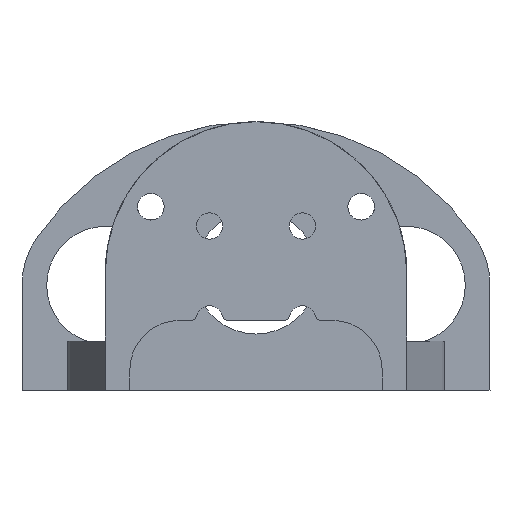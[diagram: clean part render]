
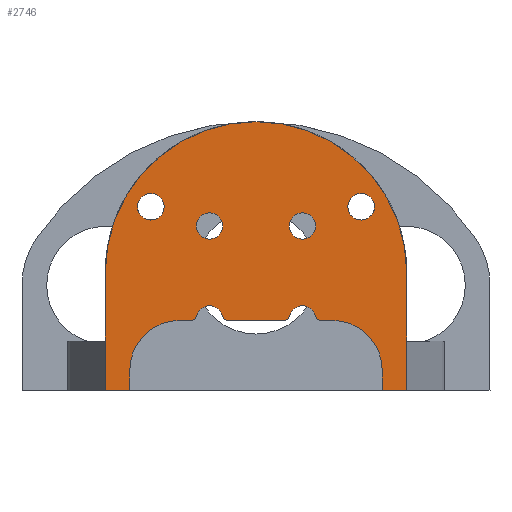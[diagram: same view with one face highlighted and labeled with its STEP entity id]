
A CAD part, left-side view. The second image highlights one B-rep face of the part: STEP entity #2746.
In plain terms, the highlighted planar face has unit normal (-1, 0, 0).
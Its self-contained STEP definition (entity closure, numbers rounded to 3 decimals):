
#41=FACE_BOUND('',#510,.T.);
#42=FACE_BOUND('',#511,.T.);
#43=FACE_BOUND('',#512,.T.);
#44=FACE_BOUND('',#513,.T.);
#69=CIRCLE('',#2816,18.35);
#110=CIRCLE('',#2894,1.625);
#112=CIRCLE('',#2897,1.625);
#147=CIRCLE('',#2968,0.75);
#148=CIRCLE('',#2971,0.75);
#149=CIRCLE('',#2974,0.75);
#150=CIRCLE('',#2976,0.75);
#151=CIRCLE('',#2979,6.);
#152=CIRCLE('',#2982,6.);
#153=CIRCLE('',#2984,1.6);
#158=CIRCLE('',#3007,1.6);
#159=CIRCLE('',#3009,1.6);
#160=CIRCLE('',#3011,1.6);
#358=FACE_OUTER_BOUND('',#509,.T.);
#509=EDGE_LOOP('',(#2442,#2443,#2444,#2445,#2446,#2447,#2448,#2449,#2450,
#2451,#2452,#2453,#2454,#2455,#2456,#2457,#2458,#2459,#2460,#2461));
#510=EDGE_LOOP('',(#2462));
#511=EDGE_LOOP('',(#2463));
#512=EDGE_LOOP('',(#2464));
#513=EDGE_LOOP('',(#2465));
#610=LINE('',#4343,#881);
#693=LINE('',#4603,#964);
#756=LINE('',#4764,#1027);
#759=LINE('',#4773,#1030);
#764=LINE('',#4787,#1035);
#768=LINE('',#4796,#1039);
#772=LINE('',#4808,#1043);
#778=LINE('',#4825,#1049);
#786=LINE('',#4843,#1057);
#787=LINE('',#4846,#1058);
#788=LINE('',#4848,#1059);
#881=VECTOR('',#3202,10.);
#964=VECTOR('',#3463,10.);
#1027=VECTOR('',#3628,10.);
#1030=VECTOR('',#3637,10.);
#1035=VECTOR('',#3652,10.);
#1039=VECTOR('',#3662,10.);
#1043=VECTOR('',#3676,10.);
#1049=VECTOR('',#3698,10.);
#1057=VECTOR('',#3716,10.);
#1058=VECTOR('',#3721,10.);
#1059=VECTOR('',#3724,10.);
#1123=VERTEX_POINT('',#4255);
#1124=VERTEX_POINT('',#4257);
#1160=VERTEX_POINT('',#4340);
#1161=VERTEX_POINT('',#4342);
#1226=VERTEX_POINT('',#4541);
#1229=VERTEX_POINT('',#4549);
#1249=VERTEX_POINT('',#4601);
#1294=VERTEX_POINT('',#4756);
#1295=VERTEX_POINT('',#4757);
#1296=VERTEX_POINT('',#4762);
#1297=VERTEX_POINT('',#4766);
#1298=VERTEX_POINT('',#4768);
#1299=VERTEX_POINT('',#4772);
#1300=VERTEX_POINT('',#4776);
#1301=VERTEX_POINT('',#4780);
#1302=VERTEX_POINT('',#4782);
#1303=VERTEX_POINT('',#4786);
#1304=VERTEX_POINT('',#4790);
#1305=VERTEX_POINT('',#4794);
#1308=VERTEX_POINT('',#4807);
#1311=VERTEX_POINT('',#4824);
#1316=VERTEX_POINT('',#4840);
#1319=VERTEX_POINT('',#4860);
#1320=VERTEX_POINT('',#4866);
#1396=EDGE_CURVE('',#1123,#1124,#69,.T.);
#1438=EDGE_CURVE('',#1161,#1160,#610,.T.);
#1542=EDGE_CURVE('',#1226,#1226,#110,.T.);
#1546=EDGE_CURVE('',#1229,#1229,#112,.T.);
#1573=EDGE_CURVE('',#1249,#1123,#693,.T.);
#1651=EDGE_CURVE('',#1294,#1295,#147,.T.);
#1655=EDGE_CURVE('',#1294,#1296,#756,.T.);
#1657=EDGE_CURVE('',#1297,#1298,#148,.T.);
#1659=EDGE_CURVE('',#1299,#1298,#759,.T.);
#1661=EDGE_CURVE('',#1299,#1300,#149,.T.);
#1664=EDGE_CURVE('',#1301,#1302,#150,.T.);
#1666=EDGE_CURVE('',#1303,#1302,#764,.T.);
#1669=EDGE_CURVE('',#1304,#1296,#151,.T.);
#1671=EDGE_CURVE('',#1304,#1305,#768,.T.);
#1675=EDGE_CURVE('',#1303,#1160,#152,.T.);
#1676=EDGE_CURVE('',#1295,#1297,#153,.T.);
#1677=EDGE_CURVE('',#1161,#1308,#772,.T.);
#1684=EDGE_CURVE('',#1124,#1311,#778,.T.);
#1694=EDGE_CURVE('',#1311,#1316,#786,.T.);
#1695=EDGE_CURVE('',#1316,#1305,#787,.T.);
#1696=EDGE_CURVE('',#1308,#1249,#788,.T.);
#1703=EDGE_CURVE('',#1319,#1319,#158,.T.);
#1704=EDGE_CURVE('',#1300,#1301,#159,.T.);
#1706=EDGE_CURVE('',#1320,#1320,#160,.T.);
#2442=ORIENTED_EDGE('',*,*,#1651,.F.);
#2443=ORIENTED_EDGE('',*,*,#1655,.T.);
#2444=ORIENTED_EDGE('',*,*,#1669,.F.);
#2445=ORIENTED_EDGE('',*,*,#1671,.T.);
#2446=ORIENTED_EDGE('',*,*,#1695,.F.);
#2447=ORIENTED_EDGE('',*,*,#1694,.F.);
#2448=ORIENTED_EDGE('',*,*,#1684,.F.);
#2449=ORIENTED_EDGE('',*,*,#1396,.F.);
#2450=ORIENTED_EDGE('',*,*,#1573,.F.);
#2451=ORIENTED_EDGE('',*,*,#1696,.F.);
#2452=ORIENTED_EDGE('',*,*,#1677,.F.);
#2453=ORIENTED_EDGE('',*,*,#1438,.T.);
#2454=ORIENTED_EDGE('',*,*,#1675,.F.);
#2455=ORIENTED_EDGE('',*,*,#1666,.T.);
#2456=ORIENTED_EDGE('',*,*,#1664,.F.);
#2457=ORIENTED_EDGE('',*,*,#1704,.F.);
#2458=ORIENTED_EDGE('',*,*,#1661,.F.);
#2459=ORIENTED_EDGE('',*,*,#1659,.T.);
#2460=ORIENTED_EDGE('',*,*,#1657,.F.);
#2461=ORIENTED_EDGE('',*,*,#1676,.F.);
#2462=ORIENTED_EDGE('',*,*,#1542,.T.);
#2463=ORIENTED_EDGE('',*,*,#1546,.T.);
#2464=ORIENTED_EDGE('',*,*,#1706,.F.);
#2465=ORIENTED_EDGE('',*,*,#1703,.F.);
#2619=PLANE('',#3012);
#2746=ADVANCED_FACE('',(#358,#41,#42,#43,#44),#2619,.F.);
#2816=AXIS2_PLACEMENT_3D('',#4258,#3140,#3141);
#2894=AXIS2_PLACEMENT_3D('',#4543,#3401,#3402);
#2897=AXIS2_PLACEMENT_3D('',#4551,#3409,#3410);
#2968=AXIS2_PLACEMENT_3D('',#4758,#3621,#3622);
#2971=AXIS2_PLACEMENT_3D('',#4769,#3632,#3633);
#2974=AXIS2_PLACEMENT_3D('',#4777,#3641,#3642);
#2976=AXIS2_PLACEMENT_3D('',#4783,#3647,#3648);
#2979=AXIS2_PLACEMENT_3D('',#4792,#3657,#3658);
#2982=AXIS2_PLACEMENT_3D('',#4803,#3668,#3669);
#2984=AXIS2_PLACEMENT_3D('',#4805,#3672,#3673);
#3007=AXIS2_PLACEMENT_3D('',#4862,#3740,#3741);
#3009=AXIS2_PLACEMENT_3D('',#4864,#3744,#3745);
#3011=AXIS2_PLACEMENT_3D('',#4868,#3749,#3750);
#3012=AXIS2_PLACEMENT_3D('',#4869,#3751,#3752);
#3140=DIRECTION('center_axis',(1.,0.,0.));
#3141=DIRECTION('ref_axis',(0.,1.,0.));
#3202=DIRECTION('',(0.,0.,1.));
#3401=DIRECTION('center_axis',(1.,0.,0.));
#3402=DIRECTION('ref_axis',(0.,1.,0.));
#3409=DIRECTION('center_axis',(1.,0.,0.));
#3410=DIRECTION('ref_axis',(0.,1.,0.));
#3463=DIRECTION('',(0.,0.,1.));
#3621=DIRECTION('center_axis',(1.,0.,0.));
#3622=DIRECTION('ref_axis',(0.,0.618,-0.786));
#3628=DIRECTION('',(0.,-1.,0.));
#3632=DIRECTION('center_axis',(1.,0.,0.));
#3633=DIRECTION('ref_axis',(0.,-0.618,-0.786));
#3637=DIRECTION('',(0.,-1.,0.));
#3641=DIRECTION('center_axis',(1.,0.,0.));
#3642=DIRECTION('ref_axis',(0.,0.618,-0.786));
#3647=DIRECTION('center_axis',(1.,0.,0.));
#3648=DIRECTION('ref_axis',(0.,-0.618,-0.786));
#3652=DIRECTION('',(0.,-1.,0.));
#3657=DIRECTION('center_axis',(-1.,0.,0.));
#3658=DIRECTION('ref_axis',(0.,-0.707,0.707));
#3662=DIRECTION('',(0.,0.,-1.));
#3668=DIRECTION('center_axis',(-1.,0.,0.));
#3669=DIRECTION('ref_axis',(0.,0.707,0.707));
#3672=DIRECTION('center_axis',(-1.,0.,0.));
#3673=DIRECTION('ref_axis',(0.,0.,1.));
#3676=DIRECTION('',(0.,1.,0.));
#3698=DIRECTION('',(0.,0.,-1.));
#3716=DIRECTION('',(0.,0.,-1.));
#3721=DIRECTION('',(0.,1.,0.));
#3724=DIRECTION('',(0.,0.,1.));
#3740=DIRECTION('center_axis',(-1.,0.,0.));
#3741=DIRECTION('ref_axis',(0.,0.,1.));
#3744=DIRECTION('center_axis',(-1.,0.,0.));
#3745=DIRECTION('ref_axis',(0.,0.,1.));
#3749=DIRECTION('center_axis',(-1.,0.,0.));
#3750=DIRECTION('ref_axis',(0.,0.,1.));
#3751=DIRECTION('center_axis',(1.,0.,0.));
#3752=DIRECTION('ref_axis',(0.,0.,1.));
#4255=CARTESIAN_POINT('',(10.1,18.35,0.001));
#4257=CARTESIAN_POINT('',(10.1,-18.35,0.001));
#4258=CARTESIAN_POINT('Origin',(10.1,0.,0.001));
#4340=CARTESIAN_POINT('',(10.101,15.35,-11.849));
#4342=CARTESIAN_POINT('',(10.101,15.35,-14.349));
#4343=CARTESIAN_POINT('',(10.101,15.35,-6.174));
#4541=CARTESIAN_POINT('',(10.099,-14.432,8.001));
#4543=CARTESIAN_POINT('Origin',(10.099,-12.807,8.001));
#4549=CARTESIAN_POINT('',(10.099,11.182,8.001));
#4551=CARTESIAN_POINT('Origin',(10.099,12.807,8.001));
#4601=CARTESIAN_POINT('',(10.101,18.35,-8.349));
#4603=CARTESIAN_POINT('',(10.101,18.35,-14.349));
#4756=CARTESIAN_POINT('',(10.1,-7.94,-5.849));
#4757=CARTESIAN_POINT('',(10.1,-7.211,-5.277));
#4758=CARTESIAN_POINT('Origin',(10.1,-7.94,-5.099));
#4762=CARTESIAN_POINT('',(10.1,-9.35,-5.849));
#4764=CARTESIAN_POINT('',(10.1,7.675,-5.849));
#4766=CARTESIAN_POINT('',(10.1,-4.102,-5.277));
#4768=CARTESIAN_POINT('',(10.1,-3.374,-5.849));
#4769=CARTESIAN_POINT('Origin',(10.1,-3.374,-5.099));
#4772=CARTESIAN_POINT('',(10.1,3.374,-5.849));
#4773=CARTESIAN_POINT('',(10.1,7.675,-5.849));
#4776=CARTESIAN_POINT('',(10.1,4.102,-5.277));
#4777=CARTESIAN_POINT('Origin',(10.1,3.374,-5.099));
#4780=CARTESIAN_POINT('',(10.1,7.211,-5.277));
#4782=CARTESIAN_POINT('',(10.1,7.94,-5.849));
#4783=CARTESIAN_POINT('Origin',(10.1,7.94,-5.099));
#4786=CARTESIAN_POINT('',(10.1,9.35,-5.849));
#4787=CARTESIAN_POINT('',(10.1,7.675,-5.849));
#4790=CARTESIAN_POINT('',(10.101,-15.35,-11.849));
#4792=CARTESIAN_POINT('Origin',(10.101,-9.35,-11.849));
#4794=CARTESIAN_POINT('',(10.101,-15.35,-14.349));
#4796=CARTESIAN_POINT('',(10.1,-15.35,-1.924));
#4803=CARTESIAN_POINT('Origin',(10.101,9.35,-11.849));
#4805=CARTESIAN_POINT('Origin',(10.1,-5.657,-5.656));
#4807=CARTESIAN_POINT('',(10.101,18.35,-14.349));
#4808=CARTESIAN_POINT('',(10.101,-15.35,-14.349));
#4824=CARTESIAN_POINT('',(10.101,-18.35,-8.349));
#4825=CARTESIAN_POINT('',(10.1,-18.35,0.001));
#4840=CARTESIAN_POINT('',(10.101,-18.35,-14.349));
#4843=CARTESIAN_POINT('',(10.1,-18.35,0.001));
#4846=CARTESIAN_POINT('',(10.101,-15.35,-14.349));
#4848=CARTESIAN_POINT('',(10.101,18.35,-14.349));
#4860=CARTESIAN_POINT('',(10.1,5.657,4.058));
#4862=CARTESIAN_POINT('Origin',(10.1,5.657,5.658));
#4864=CARTESIAN_POINT('Origin',(10.1,5.657,-5.656));
#4866=CARTESIAN_POINT('',(10.1,-5.657,4.058));
#4868=CARTESIAN_POINT('Origin',(10.1,-5.657,5.658));
#4869=CARTESIAN_POINT('Origin',(10.1,0.,
2.001));
